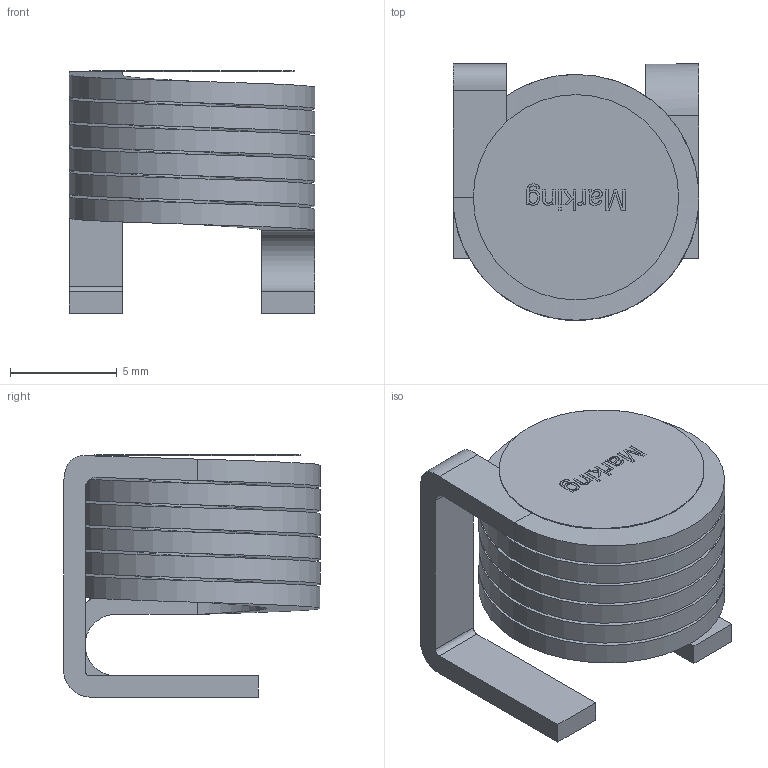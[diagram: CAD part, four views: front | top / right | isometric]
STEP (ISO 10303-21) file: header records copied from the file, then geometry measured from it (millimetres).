
FILE_DESCRIPTION(/* description */ ('Unknown'),/* implementation_level */ '2;1');
FILE_NAME(/* name */ '7449152111_Rev01',/* time_stamp */ '2019-07-25T15:19:14+08:00',/* author */ ('Unknown'),/* organization */ ('Unknown'),/* preprocessor_version */ 'ST-DEVELOPER v16.7',/* originating_system */ 'DEX',/* authorisation */ $);
FILE_SCHEMA (('AUTOMOTIVE_DESIGN {1 0 10303 214 3 1 1}'));
Length unit declared in the file: millimetre
Products named in the file (3): 7449152111; Core; Foil
Assembly tree (2 placements, depth 2):
  7449152111
    Core
    Foil
Bounding box: 11.5 x 12 x 11.33 mm (x, y, z)
Volume: 494 mm3; surface area: 1522.9 mm2
Topology: 2 solids, 2 shells, 101 faces, 256 edges, 168 vertices
Faces by surface type: plane 74, bspline 19, cylinder 8
Full cylindrical faces by diameter (mm): 9.6 x1
Entity records: 4952 total; most frequent: CARTESIAN_POINT 2064, ORIENTED_EDGE 508, DIRECTION 303, EDGE_CURVE 254, VERTEX_POINT 168, B_SPLINE_CURVE_WITH_KNOTS 129, EDGE_LOOP 114, FACE_BOUND 114
